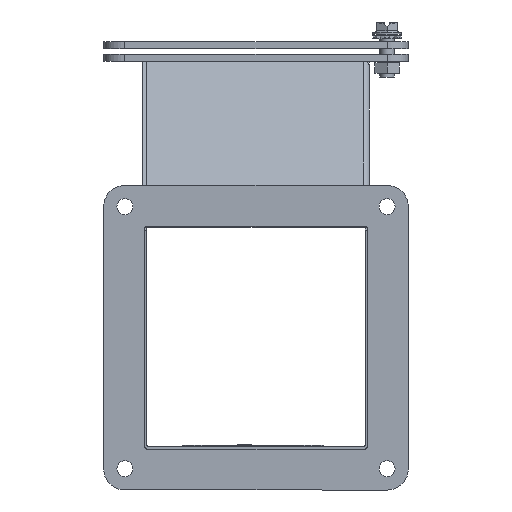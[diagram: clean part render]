
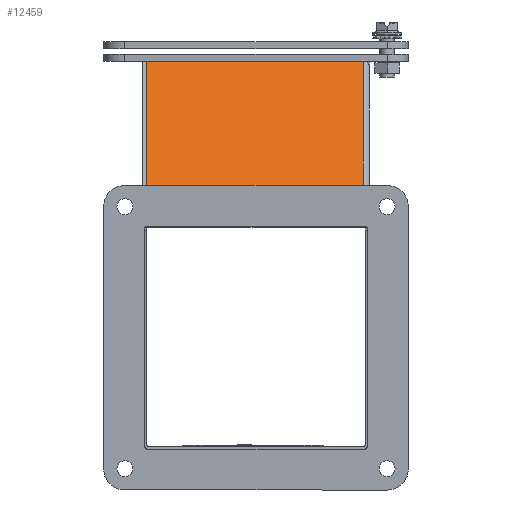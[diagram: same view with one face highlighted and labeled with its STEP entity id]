
A CAD part, left-side view. The second image highlights one B-rep face of the part: STEP entity #12459.
In plain terms, the highlighted planar face has unit normal (-0.707, 0, 0.707).
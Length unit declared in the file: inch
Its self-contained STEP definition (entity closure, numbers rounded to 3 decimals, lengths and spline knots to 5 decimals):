
#4 = DIRECTION ( 'NONE',  ( 0., -1., 0. ) ) ;
#265 = ORIENTED_EDGE ( 'NONE', *, *, #7760, .T. ) ;
#622 = VERTEX_POINT ( 'NONE', #11430 ) ;
#1394 = DIRECTION ( 'NONE',  ( -0.707, 0., -0.707 ) ) ;
#1605 = EDGE_CURVE ( 'NONE', #3827, #5894, #12954, .T. ) ;
#2854 = ORIENTED_EDGE ( 'NONE', *, *, #11944, .T. ) ;
#3651 = FACE_OUTER_BOUND ( 'NONE', #9025, .T. ) ;
#3827 = VERTEX_POINT ( 'NONE', #13265 ) ;
#3837 = DIRECTION ( 'NONE',  ( -0.707, 0., -0.707 ) ) ;
#3873 = ORIENTED_EDGE ( 'NONE', *, *, #6608, .T. ) ;
#4397 = CARTESIAN_POINT ( 'NONE',  ( -2., -1.9375, 6.875 ) ) ;
#4733 = CARTESIAN_POINT ( 'NONE',  ( -4.875, 1.927, 4. ) ) ;
#4865 = VERTEX_POINT ( 'NONE', #4733 ) ;
#5543 = VECTOR ( 'NONE', #6431, 39.37008 ) ;
#5709 = CARTESIAN_POINT ( 'NONE',  ( -4.875, 1.927, 4. ) ) ;
#5808 = PLANE ( 'NONE',  #7083 ) ;
#5894 = VERTEX_POINT ( 'NONE', #8439 ) ;
#6431 = DIRECTION ( 'NONE',  ( 0., 1., 0. ) ) ;
#6608 = EDGE_CURVE ( 'NONE', #3827, #622, #7643, .T. ) ;
#7083 = AXIS2_PLACEMENT_3D ( 'NONE', #8715, #7703, #7770 ) ;
#7281 = VECTOR ( 'NONE', #1394, 39.37008 ) ;
#7643 = LINE ( 'NONE', #4397, #5543 ) ;
#7703 = DIRECTION ( 'NONE',  ( -0.707, 0., 0.707 ) ) ;
#7760 = EDGE_CURVE ( 'NONE', #4865, #5894, #9445, .T. ) ;
#7770 = DIRECTION ( 'NONE',  ( 0.707, 0., 0.707 ) ) ;
#7807 = LINE ( 'NONE', #5709, #7281 ) ;
#8439 = CARTESIAN_POINT ( 'NONE',  ( -4.875, -1.892, 4. ) ) ;
#8715 = CARTESIAN_POINT ( 'NONE',  ( -4.875, -1.9375, 4. ) ) ;
#8963 = CARTESIAN_POINT ( 'NONE',  ( -2., -1.892, 6.875 ) ) ;
#9025 = EDGE_LOOP ( 'NONE', ( #3873, #2854, #265, #9396 ) ) ;
#9396 = ORIENTED_EDGE ( 'NONE', *, *, #1605, .F. ) ;
#9445 = LINE ( 'NONE', #12219, #13174 ) ;
#11212 = VECTOR ( 'NONE', #3837, 39.37008 ) ;
#11430 = CARTESIAN_POINT ( 'NONE',  ( -2., 1.927, 6.875 ) ) ;
#11944 = EDGE_CURVE ( 'NONE', #622, #4865, #7807, .T. ) ;
#12219 = CARTESIAN_POINT ( 'NONE',  ( -4.875, -1.9375, 4. ) ) ;
#12459 = ADVANCED_FACE ( 'NONE', ( #3651 ), #5808, .T. ) ;
#12954 = LINE ( 'NONE', #8963, #11212 ) ;
#13174 = VECTOR ( 'NONE', #4, 39.37008 ) ;
#13265 = CARTESIAN_POINT ( 'NONE',  ( -2., -1.892, 6.875 ) ) ;
